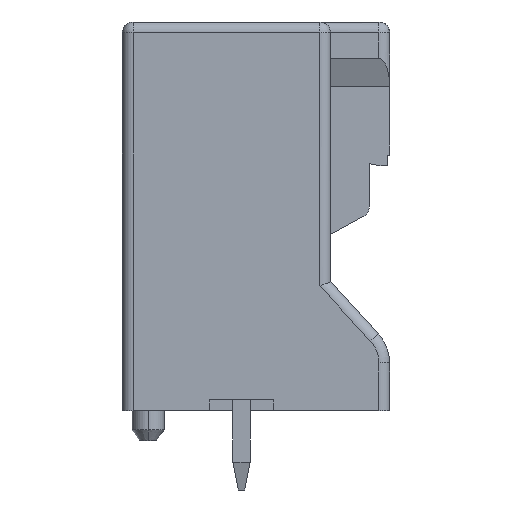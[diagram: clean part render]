
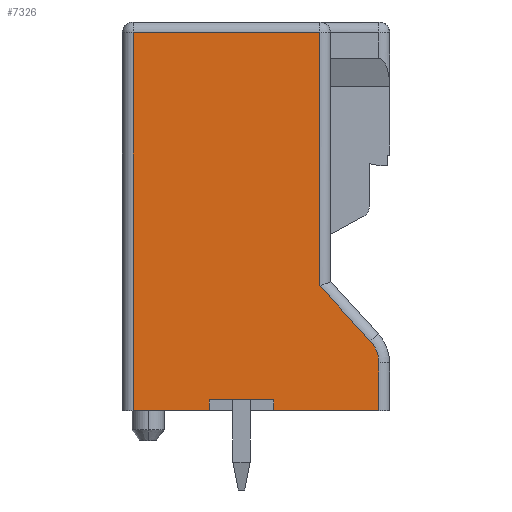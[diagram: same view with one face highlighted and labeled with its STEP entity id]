
A CAD part, left-side view. The second image highlights one B-rep face of the part: STEP entity #7326.
In plain terms, the highlighted planar face has unit normal (-1, 0, 0).
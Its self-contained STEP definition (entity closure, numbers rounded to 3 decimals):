
#1220 = VERTEX_POINT('',#1221);
#1221 = CARTESIAN_POINT('',(-20.49,-6.4,0.1));
#1237 = VERTEX_POINT('',#1238);
#1238 = CARTESIAN_POINT('',(-20.49,-6.4,2.322));
#1245 = EDGE_CURVE('',#1220,#1237,#1246,.T.);
#1246 = LINE('',#1247,#1248);
#1247 = CARTESIAN_POINT('',(-20.49,-6.4,0.1));
#1248 = VECTOR('',#1249,1.);
#1249 = DIRECTION('',(0.,0.,1.));
#3370 = VERTEX_POINT('',#3371);
#3371 = CARTESIAN_POINT('',(-20.49,-1.5,0.6));
#3379 = VERTEX_POINT('',#3380);
#3380 = CARTESIAN_POINT('',(-20.49,-1.5,0.1));
#3386 = EDGE_CURVE('',#3370,#3379,#3387,.T.);
#3387 = LINE('',#3388,#3389);
#3388 = CARTESIAN_POINT('',(-20.49,-1.5,20.2));
#3389 = VECTOR('',#3390,1.);
#3390 = DIRECTION('',(0.,0.,-1.));
#7326 = ADVANCED_FACE('',(#7327),#7400,.T.);
#7327 = FACE_BOUND('',#7328,.T.);
#7328 = EDGE_LOOP('',(#7329,#7339,#7347,#7355,#7363,#7371,#7377,#7378,
    #7384,#7385,#7394));
#7329 = ORIENTED_EDGE('',*,*,#7330,.T.);
#7330 = EDGE_CURVE('',#7331,#7333,#7335,.T.);
#7331 = VERTEX_POINT('',#7332);
#7332 = CARTESIAN_POINT('',(-20.49,-3.65,5.906));
#7333 = VERTEX_POINT('',#7334);
#7334 = CARTESIAN_POINT('',(-20.49,-3.65,17.7));
#7335 = LINE('',#7336,#7337);
#7336 = CARTESIAN_POINT('',(-20.49,-3.65,5.906));
#7337 = VECTOR('',#7338,1.);
#7338 = DIRECTION('',(0.,0.,1.));
#7339 = ORIENTED_EDGE('',*,*,#7340,.T.);
#7340 = EDGE_CURVE('',#7333,#7341,#7343,.T.);
#7341 = VERTEX_POINT('',#7342);
#7342 = CARTESIAN_POINT('',(-20.49,5.05,17.7));
#7343 = LINE('',#7344,#7345);
#7344 = CARTESIAN_POINT('',(-20.49,-3.65,17.7));
#7345 = VECTOR('',#7346,1.);
#7346 = DIRECTION('',(0.,1.,0.));
#7347 = ORIENTED_EDGE('',*,*,#7348,.F.);
#7348 = EDGE_CURVE('',#7349,#7341,#7351,.T.);
#7349 = VERTEX_POINT('',#7350);
#7350 = CARTESIAN_POINT('',(-20.49,5.05,0.1));
#7351 = LINE('',#7352,#7353);
#7352 = CARTESIAN_POINT('',(-20.49,5.05,0.1));
#7353 = VECTOR('',#7354,1.);
#7354 = DIRECTION('',(0.,0.,1.));
#7355 = ORIENTED_EDGE('',*,*,#7356,.T.);
#7356 = EDGE_CURVE('',#7349,#7357,#7359,.T.);
#7357 = VERTEX_POINT('',#7358);
#7358 = CARTESIAN_POINT('',(-20.49,1.5,0.1));
#7359 = LINE('',#7360,#7361);
#7360 = CARTESIAN_POINT('',(-20.49,6.661,0.1));
#7361 = VECTOR('',#7362,1.);
#7362 = DIRECTION('',(0.,-1.,-0.));
#7363 = ORIENTED_EDGE('',*,*,#7364,.T.);
#7364 = EDGE_CURVE('',#7357,#7365,#7367,.T.);
#7365 = VERTEX_POINT('',#7366);
#7366 = CARTESIAN_POINT('',(-20.49,1.5,0.6));
#7367 = LINE('',#7368,#7369);
#7368 = CARTESIAN_POINT('',(-20.49,1.5,20.2));
#7369 = VECTOR('',#7370,1.);
#7370 = DIRECTION('',(0.,0.,1.));
#7371 = ORIENTED_EDGE('',*,*,#7372,.T.);
#7372 = EDGE_CURVE('',#7365,#3370,#7373,.T.);
#7373 = LINE('',#7374,#7375);
#7374 = CARTESIAN_POINT('',(-20.49,6.661,0.6));
#7375 = VECTOR('',#7376,1.);
#7376 = DIRECTION('',(0.,-1.,-0.));
#7377 = ORIENTED_EDGE('',*,*,#3386,.T.);
#7378 = ORIENTED_EDGE('',*,*,#7379,.T.);
#7379 = EDGE_CURVE('',#3379,#1220,#7380,.T.);
#7380 = LINE('',#7381,#7382);
#7381 = CARTESIAN_POINT('',(-20.49,6.661,0.1));
#7382 = VECTOR('',#7383,1.);
#7383 = DIRECTION('',(0.,-1.,-0.));
#7384 = ORIENTED_EDGE('',*,*,#1245,.T.);
#7385 = ORIENTED_EDGE('',*,*,#7386,.T.);
#7386 = EDGE_CURVE('',#1237,#7387,#7389,.T.);
#7387 = VERTEX_POINT('',#7388);
#7388 = CARTESIAN_POINT('',(-20.49,-6.006,3.336));
#7389 = CIRCLE('',#7390,1.5);
#7390 = AXIS2_PLACEMENT_3D('',#7391,#7392,#7393);
#7391 = CARTESIAN_POINT('',(-20.49,-4.9,2.322));
#7392 = DIRECTION('',(-1.,0.,0.));
#7393 = DIRECTION('',(0.,-1.,-0.));
#7394 = ORIENTED_EDGE('',*,*,#7395,.F.);
#7395 = EDGE_CURVE('',#7331,#7387,#7396,.T.);
#7396 = LINE('',#7397,#7398);
#7397 = CARTESIAN_POINT('',(-20.49,-3.65,5.906));
#7398 = VECTOR('',#7399,1.);
#7399 = DIRECTION('',(0.,-0.676,-0.737
    ));
#7400 = PLANE('',#7401);
#7401 = AXIS2_PLACEMENT_3D('',#7402,#7403,#7404);
#7402 = CARTESIAN_POINT('',(-20.49,5.336,18.14));
#7403 = DIRECTION('',(-1.,0.,0.));
#7404 = DIRECTION('',(0.,-1.,-0.));
